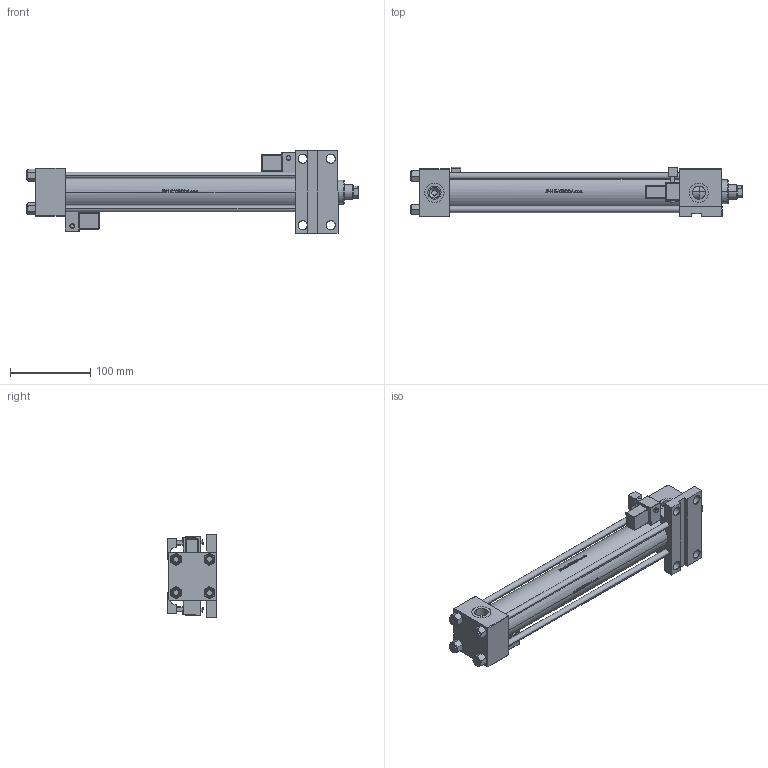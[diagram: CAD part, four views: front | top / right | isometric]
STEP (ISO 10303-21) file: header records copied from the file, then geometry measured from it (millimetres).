
FILE_DESCRIPTION (( 'STEP AP203' ), '1' );
FILE_NAME ('81d2.STEP', '2023-08-22T19:47:32', ( '' ), ( '' ), 'SwSTEP 2.0', 'SolidWorks 2019', '' );
FILE_SCHEMA (( 'CONFIG_CONTROL_DESIGN' ));
Length unit declared in the file: millimetre
Products named in the file (7): NUT_M5_F 779c8ab908842443a4bd6b3ed2296841; V215CR_MSU 779c8ab908842443a4bd6b3ed2296841; V215CR_VCP_F 779c8ab908842443a4bd6b3ed2296841; 81d2; V215CR_F_Body 779c8ab908842443a4bd6b3ed2296841; V215_VC_A 779c8ab908842443a4bd6b3ed2296841; V215CR_F_TYCINKA 779c8ab908842443a4bd6b3ed2296841
Assembly tree (13 placements, depth 2):
  81d2
    V215CR_F_Body 779c8ab908842443a4bd6b3ed2296841
    V215CR_VCP_F 779c8ab908842443a4bd6b3ed2296841
    V215CR_F_TYCINKA 779c8ab908842443a4bd6b3ed2296841  x4
    NUT_M5_F 779c8ab908842443a4bd6b3ed2296841  x4
    V215_VC_A 779c8ab908842443a4bd6b3ed2296841
    V215CR_MSU 779c8ab908842443a4bd6b3ed2296841  x2
Bounding box: 415 x 61.9 x 103 mm (x, y, z)
Volume: 662450.7 mm3; surface area: 221892.8 mm2
Topology: 13 solids, 13 shells, 1272 faces, 3210 edges, 2038 vertices
Faces by surface type: plane 495, bspline 380, cylinder 201, cone 152, sphere 24, torus 20
Entity records: 50842 total; most frequent: CARTESIAN_POINT 26545, ORIENTED_EDGE 5530, DIRECTION 3602, EDGE_CURVE 2765, VERTEX_POINT 1798, LINE 1418, VECTOR 1418, EDGE_LOOP 1189
